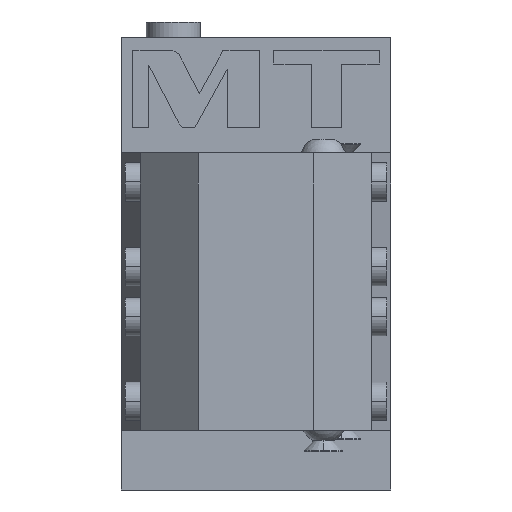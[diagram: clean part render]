
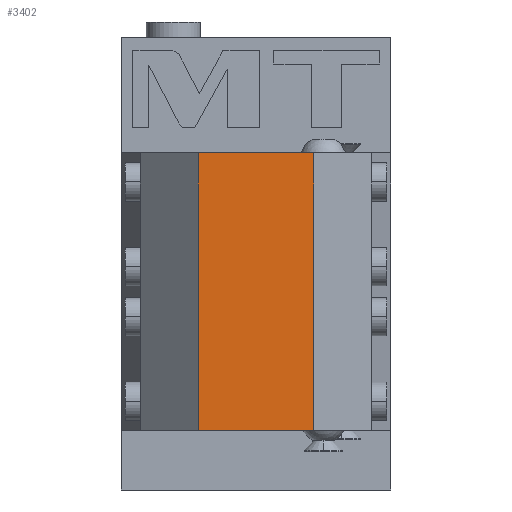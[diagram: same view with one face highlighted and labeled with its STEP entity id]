
A CAD part, left-side view. The second image highlights one B-rep face of the part: STEP entity #3402.
In plain terms, the highlighted planar face has unit normal (-1, 0, 0).
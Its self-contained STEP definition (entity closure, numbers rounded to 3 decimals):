
#1=DIRECTION('',(0.,0.,1.));
#2=VECTOR('',#1,72.);
#3=CARTESIAN_POINT('',(-95.,-15.,-64.5));
#4=LINE('',#3,#2);
#5=DIRECTION('',(0.,1.,0.));
#6=VECTOR('',#5,30.);
#7=CARTESIAN_POINT('',(-95.,-15.,-64.5));
#8=LINE('',#7,#6);
#9=DIRECTION('',(0.,0.,1.));
#10=VECTOR('',#9,72.);
#11=CARTESIAN_POINT('',(-95.,15.,-64.5));
#12=LINE('',#11,#10);
#13=DIRECTION('',(0.,-1.,0.));
#14=VECTOR('',#13,30.);
#15=CARTESIAN_POINT('',(-95.,15.,7.5));
#16=LINE('',#15,#14);
#2929=CARTESIAN_POINT('',(-95.,-15.,-64.5));
#2930=CARTESIAN_POINT('',(-95.,-15.,7.5));
#2931=VERTEX_POINT('',#2929);
#2932=VERTEX_POINT('',#2930);
#2933=CARTESIAN_POINT('',(-95.,15.,-64.5));
#2934=CARTESIAN_POINT('',(-95.,15.,7.5));
#2935=VERTEX_POINT('',#2933);
#2936=VERTEX_POINT('',#2934);
#3387=CARTESIAN_POINT('',(-95.,0.,0.));
#3388=DIRECTION('',(1.,0.,0.));
#3389=DIRECTION('',(0.,0.,1.));
#3390=AXIS2_PLACEMENT_3D('',#3387,#3388,#3389);
#3391=PLANE('',#3390);
#3393=ORIENTED_EDGE('',*,*,#3392,.F.);
#3395=ORIENTED_EDGE('',*,*,#3394,.T.);
#3397=ORIENTED_EDGE('',*,*,#3396,.T.);
#3399=ORIENTED_EDGE('',*,*,#3398,.T.);
#3400=EDGE_LOOP('',(#3393,#3395,#3397,#3399));
#3401=FACE_OUTER_BOUND('',#3400,.F.);
#3402=ADVANCED_FACE('',(#3401),#3391,.F.);
#3392=EDGE_CURVE('',#2931,#2932,#4,.T.);
#3394=EDGE_CURVE('',#2931,#2935,#8,.T.);
#3396=EDGE_CURVE('',#2935,#2936,#12,.T.);
#3398=EDGE_CURVE('',#2936,#2932,#16,.T.);
